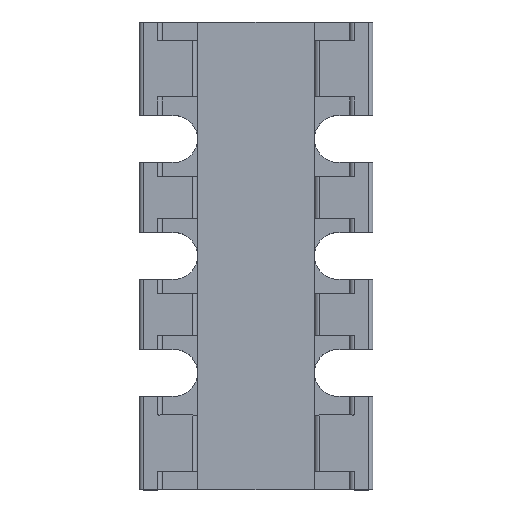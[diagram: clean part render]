
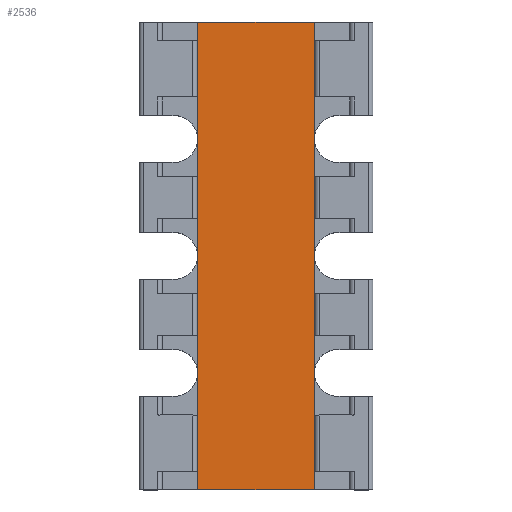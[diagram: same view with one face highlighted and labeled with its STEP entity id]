
A CAD part, top view. The second image highlights one B-rep face of the part: STEP entity #2536.
In plain terms, the highlighted planar face has unit normal (0, 0, 1).
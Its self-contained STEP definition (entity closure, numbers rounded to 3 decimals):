
#12=DIRECTION('',(0.,0.,1.));
#33=VECTOR('',#34,1.);
#34=DIRECTION('',(0.,1.,0.));
#46=DIRECTION('',(1.,0.,0.));
#57=VECTOR('',#46,1.);
#942=VERTEX_POINT('',#943);
#943=CARTESIAN_POINT('',(-0.25,-1.,0.35));
#945=ORIENTED_EDGE('',*,*,#946,.T.);
#946=EDGE_CURVE('',#942,#947,#949,.T.);
#947=VERTEX_POINT('',#948);
#948=CARTESIAN_POINT('',(0.25,-1.,0.35));
#949=LINE('',#943,#57);
#2370=ORIENTED_EDGE('',*,*,#2371,.F.);
#2371=EDGE_CURVE('',#942,#2372,#2374,.T.);
#2372=VERTEX_POINT('',#2373);
#2373=CARTESIAN_POINT('',(-0.25,1.,0.35));
#2374=LINE('',#943,#33);
#2444=EDGE_CURVE('',#947,#2445,#2447,.T.);
#2445=VERTEX_POINT('',#2446);
#2446=CARTESIAN_POINT('',(0.25,1.,0.35));
#2447=LINE('',#948,#33);
#2536=ADVANCED_FACE('',(#2537),#2543,.T.);
#2537=FACE_BOUND('',#2538,.T.);
#2538=EDGE_LOOP('',(#2370,#945,#2539,#2540));
#2539=ORIENTED_EDGE('',*,*,#2444,.T.);
#2540=ORIENTED_EDGE('',*,*,#2541,.F.);
#2541=EDGE_CURVE('',#2372,#2445,#2542,.T.);
#2542=LINE('',#2373,#57);
#2543=PLANE('',#2544);
#2544=AXIS2_PLACEMENT_3D('',#943,#12,#46);
